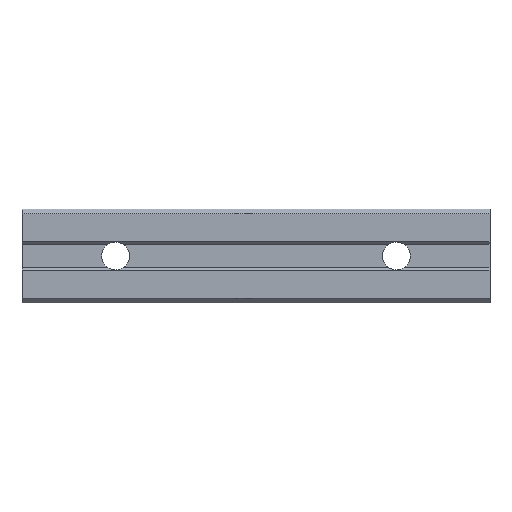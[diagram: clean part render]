
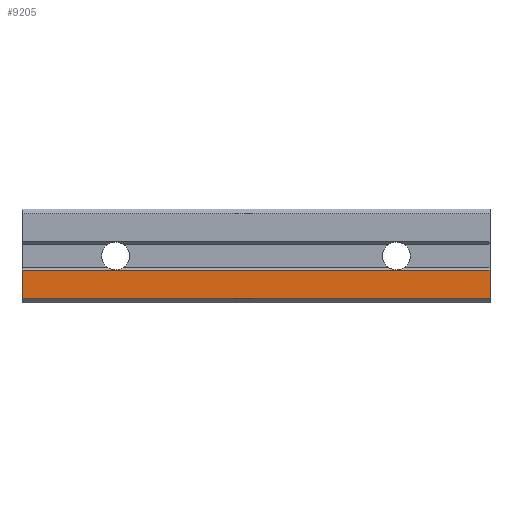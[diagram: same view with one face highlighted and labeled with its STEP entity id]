
A CAD part, front view. The second image highlights one B-rep face of the part: STEP entity #9205.
In plain terms, the highlighted planar face has unit normal (0, -1, 0).
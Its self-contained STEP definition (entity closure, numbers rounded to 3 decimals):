
#80 = DIRECTION ( 'NONE',  ( 0., 0., -1. ) ) ;
#780 = ORIENTED_EDGE ( 'NONE', *, *, #8472, .F. ) ;
#956 = DIRECTION ( 'NONE',  ( 0., 0., -1. ) ) ;
#1043 = VECTOR ( 'NONE', #4023, 1000. ) ;
#1288 = ORIENTED_EDGE ( 'NONE', *, *, #7997, .T. ) ;
#1829 = PLANE ( 'NONE',  #13858 ) ;
#1914 = DIRECTION ( 'NONE',  ( 0., 0., 1. ) ) ;
#2511 = VERTEX_POINT ( 'NONE', #3728 ) ;
#2744 = LINE ( 'NONE', #7399, #1043 ) ;
#3147 = ORIENTED_EDGE ( 'NONE', *, *, #3762, .T. ) ;
#3200 = LINE ( 'NONE', #5674, #4055 ) ;
#3587 = DIRECTION ( 'NONE',  ( -1., 0., 0. ) ) ;
#3728 = CARTESIAN_POINT ( 'NONE',  ( 80., 0., -3. ) ) ;
#3762 = EDGE_CURVE ( 'NONE', #15753, #4971, #3200, .T. ) ;
#3925 = VECTOR ( 'NONE', #9379, 1000. ) ;
#4023 = DIRECTION ( 'NONE',  ( -1., 0., 0. ) ) ;
#4055 = VECTOR ( 'NONE', #956, 1000. ) ;
#4123 = VECTOR ( 'NONE', #14530, 1000. ) ;
#4371 = VECTOR ( 'NONE', #3587, 1000. ) ;
#4729 = LINE ( 'NONE', #9603, #13950 ) ;
#4956 = ORIENTED_EDGE ( 'NONE', *, *, #15735, .F. ) ;
#4971 = VERTEX_POINT ( 'NONE', #8226 ) ;
#5196 = LINE ( 'NONE', #13627, #4371 ) ;
#5352 = VERTEX_POINT ( 'NONE', #8187 ) ;
#5674 = CARTESIAN_POINT ( 'NONE',  ( 0., 0., -3. ) ) ;
#6698 = CARTESIAN_POINT ( 'NONE',  ( 100., 0., -3. ) ) ;
#6739 = ORIENTED_EDGE ( 'NONE', *, *, #10724, .T. ) ;
#6783 = CARTESIAN_POINT ( 'NONE',  ( 100., 0., -3. ) ) ;
#7399 = CARTESIAN_POINT ( 'NONE',  ( 100., 0., -3. ) ) ;
#7997 = EDGE_CURVE ( 'NONE', #9230, #2511, #2744, .T. ) ;
#8177 = LINE ( 'NONE', #14536, #3925 ) ;
#8187 = CARTESIAN_POINT ( 'NONE',  ( 20., 0., -3. ) ) ;
#8226 = CARTESIAN_POINT ( 'NONE',  ( 0., 0., -9. ) ) ;
#8472 = EDGE_CURVE ( 'NONE', #8717, #4971, #5196, .T. ) ;
#8717 = VERTEX_POINT ( 'NONE', #13759 ) ;
#8721 = CARTESIAN_POINT ( 'NONE',  ( 0., 0., -3. ) ) ;
#9205 = ADVANCED_FACE ( 'NONE', ( #15236 ), #1829, .F. ) ;
#9230 = VERTEX_POINT ( 'NONE', #6783 ) ;
#9379 = DIRECTION ( 'NONE',  ( -1., 0., 0. ) ) ;
#9603 = CARTESIAN_POINT ( 'NONE',  ( 100., 0., -3. ) ) ;
#9672 = LINE ( 'NONE', #10886, #4123 ) ;
#10724 = EDGE_CURVE ( 'NONE', #5352, #15753, #9672, .T. ) ;
#10886 = CARTESIAN_POINT ( 'NONE',  ( 100., 0., -3. ) ) ;
#11594 = DIRECTION ( 'NONE',  ( 0., 1., 0. ) ) ;
#12324 = EDGE_LOOP ( 'NONE', ( #3147, #780, #4956, #1288, #13863, #6739 ) ) ;
#13627 = CARTESIAN_POINT ( 'NONE',  ( 100., 0., -9. ) ) ;
#13759 = CARTESIAN_POINT ( 'NONE',  ( 100., 0., -9. ) ) ;
#13858 = AXIS2_PLACEMENT_3D ( 'NONE', #6698, #11594, #1914 ) ;
#13863 = ORIENTED_EDGE ( 'NONE', *, *, #15573, .T. ) ;
#13950 = VECTOR ( 'NONE', #80, 1000. ) ;
#14530 = DIRECTION ( 'NONE',  ( -1., 0., 0. ) ) ;
#14536 = CARTESIAN_POINT ( 'NONE',  ( 100., 0., -3. ) ) ;
#15236 = FACE_OUTER_BOUND ( 'NONE', #12324, .T. ) ;
#15573 = EDGE_CURVE ( 'NONE', #2511, #5352, #8177, .T. ) ;
#15735 = EDGE_CURVE ( 'NONE', #9230, #8717, #4729, .T. ) ;
#15753 = VERTEX_POINT ( 'NONE', #8721 ) ;
